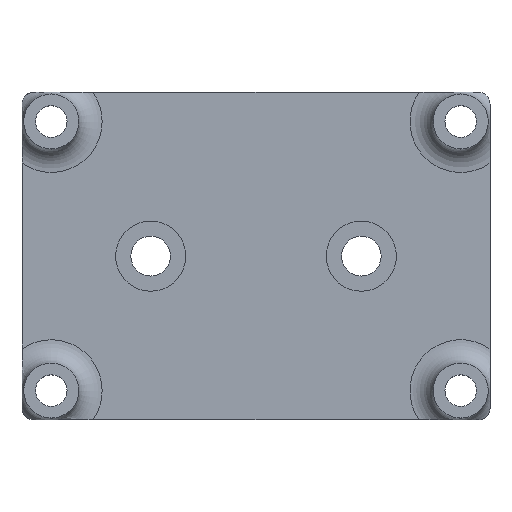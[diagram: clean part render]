
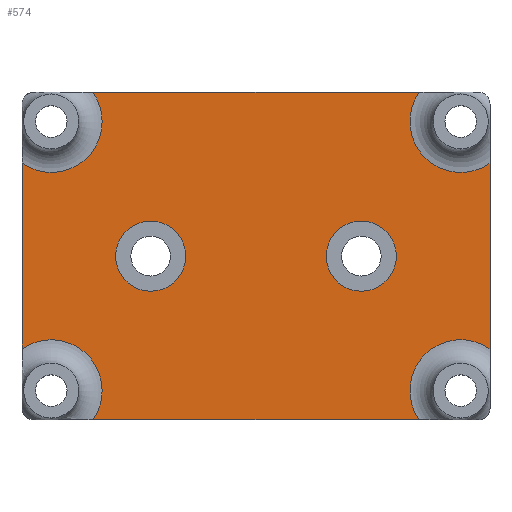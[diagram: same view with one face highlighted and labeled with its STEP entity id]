
A CAD part, top view. The second image highlights one B-rep face of the part: STEP entity #574.
In plain terms, the highlighted planar face has unit normal (0, 0, 1).
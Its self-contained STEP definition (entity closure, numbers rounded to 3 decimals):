
#49=FACE_BOUND('',#139,.T.);
#50=FACE_BOUND('',#140,.T.);
#62=PLANE('',#659);
#94=FACE_OUTER_BOUND('',#138,.T.);
#138=EDGE_LOOP('',(#515,#516,#517,#518,#519,#520,#521,#522,#523,#524));
#139=EDGE_LOOP('',(#525));
#140=EDGE_LOOP('',(#526));
#148=LINE('',#904,#176);
#152=LINE('',#968,#180);
#159=LINE('',#1165,#187);
#162=LINE('',#1170,#190);
#176=VECTOR('',#708,10.);
#180=VECTOR('',#716,10.);
#187=VECTOR('',#795,10.);
#190=VECTOR('',#802,10.);
#197=CIRCLE('',#591,3.);
#199=CIRCLE('',#594,3.);
#213=CIRCLE('',#614,4.35);
#214=CIRCLE('',#615,4.35);
#218=CIRCLE('',#621,4.35);
#219=CIRCLE('',#622,4.35);
#223=CIRCLE('',#628,4.35);
#227=CIRCLE('',#634,4.35);
#235=VERTEX_POINT('',#838);
#237=VERTEX_POINT('',#844);
#255=VERTEX_POINT('',#890);
#256=VERTEX_POINT('',#903);
#261=VERTEX_POINT('',#948);
#262=VERTEX_POINT('',#967);
#265=VERTEX_POINT('',#1007);
#266=VERTEX_POINT('',#1010);
#269=VERTEX_POINT('',#1037);
#270=VERTEX_POINT('',#1039);
#273=VERTEX_POINT('',#1075);
#278=VERTEX_POINT('',#1112);
#287=EDGE_CURVE('',#235,#235,#197,.T.);
#290=EDGE_CURVE('',#237,#237,#199,.T.);
#310=EDGE_CURVE('',#256,#255,#148,.T.);
#318=EDGE_CURVE('',#262,#261,#152,.T.);
#324=EDGE_CURVE('',#265,#261,#213,.T.);
#326=EDGE_CURVE('',#266,#265,#214,.T.);
#331=EDGE_CURVE('',#269,#270,#218,.T.);
#335=EDGE_CURVE('',#273,#269,#219,.T.);
#340=EDGE_CURVE('',#262,#255,#223,.T.);
#345=EDGE_CURVE('',#256,#278,#227,.T.);
#355=EDGE_CURVE('',#266,#270,#159,.T.);
#358=EDGE_CURVE('',#273,#278,#162,.T.);
#515=ORIENTED_EDGE('',*,*,#326,.F.);
#516=ORIENTED_EDGE('',*,*,#355,.T.);
#517=ORIENTED_EDGE('',*,*,#331,.F.);
#518=ORIENTED_EDGE('',*,*,#335,.F.);
#519=ORIENTED_EDGE('',*,*,#358,.T.);
#520=ORIENTED_EDGE('',*,*,#345,.F.);
#521=ORIENTED_EDGE('',*,*,#310,.T.);
#522=ORIENTED_EDGE('',*,*,#340,.F.);
#523=ORIENTED_EDGE('',*,*,#318,.T.);
#524=ORIENTED_EDGE('',*,*,#324,.F.);
#525=ORIENTED_EDGE('',*,*,#287,.T.);
#526=ORIENTED_EDGE('',*,*,#290,.T.);
#574=ADVANCED_FACE('',(#94,#49,#50),#62,.T.);
#591=AXIS2_PLACEMENT_3D('',#839,#667,#668);
#594=AXIS2_PLACEMENT_3D('',#845,#674,#675);
#614=AXIS2_PLACEMENT_3D('',#1009,#726,#727);
#615=AXIS2_PLACEMENT_3D('',#1029,#728,#729);
#621=AXIS2_PLACEMENT_3D('',#1040,#741,#742);
#622=AXIS2_PLACEMENT_3D('',#1094,#743,#744);
#628=AXIS2_PLACEMENT_3D('',#1103,#756,#757);
#634=AXIS2_PLACEMENT_3D('',#1113,#769,#770);
#659=AXIS2_PLACEMENT_3D('',#1190,#831,#832);
#667=DIRECTION('center_axis',(0.,0.,-1.));
#668=DIRECTION('ref_axis',(-1.,0.,0.));
#674=DIRECTION('center_axis',(0.,0.,-1.));
#675=DIRECTION('ref_axis',(-1.,0.,0.));
#708=DIRECTION('',(0.,1.,0.));
#716=DIRECTION('',(-1.,0.,0.));
#726=DIRECTION('center_axis',(0.,0.,1.));
#727=DIRECTION('ref_axis',(-1.,0.,0.));
#728=DIRECTION('center_axis',(0.,0.,1.));
#729=DIRECTION('ref_axis',(-1.,0.,0.));
#741=DIRECTION('center_axis',(0.,0.,1.));
#742=DIRECTION('ref_axis',(-1.,0.,0.));
#743=DIRECTION('center_axis',(0.,0.,1.));
#744=DIRECTION('ref_axis',(-1.,0.,0.));
#756=DIRECTION('center_axis',(0.,0.,1.));
#757=DIRECTION('ref_axis',(-1.,0.,0.));
#769=DIRECTION('center_axis',(0.,0.,1.));
#770=DIRECTION('ref_axis',(-1.,0.,0.));
#795=DIRECTION('',(0.,-1.,0.));
#802=DIRECTION('',(1.,0.,0.));
#831=DIRECTION('center_axis',(0.,0.,1.));
#832=DIRECTION('ref_axis',(1.,0.,0.));
#838=CARTESIAN_POINT('',(32.,14.,5.));
#839=CARTESIAN_POINT('Origin',(29.,14.,5.));
#844=CARTESIAN_POINT('',(14.,14.,5.));
#845=CARTESIAN_POINT('Origin',(11.,14.,5.));
#890=CARTESIAN_POINT('',(40.,21.94,5.));
#903=CARTESIAN_POINT('',(40.,6.06,5.));
#904=CARTESIAN_POINT('',(40.,0.,5.));
#948=CARTESIAN_POINT('',(6.06,28.,5.));
#967=CARTESIAN_POINT('',(33.94,28.,5.));
#968=CARTESIAN_POINT('',(40.,28.,5.));
#1007=CARTESIAN_POINT('',(6.85,25.5,5.));
#1009=CARTESIAN_POINT('Origin',(2.5,25.5,5.));
#1010=CARTESIAN_POINT('',(0.,21.94,5.));
#1029=CARTESIAN_POINT('Origin',(2.5,25.5,5.));
#1037=CARTESIAN_POINT('',(6.85,2.5,5.));
#1039=CARTESIAN_POINT('',(0.,6.06,5.));
#1040=CARTESIAN_POINT('Origin',(2.5,2.5,5.));
#1075=CARTESIAN_POINT('',(6.06,0.,5.));
#1094=CARTESIAN_POINT('Origin',(2.5,2.5,5.));
#1103=CARTESIAN_POINT('Origin',(37.5,25.5,5.));
#1112=CARTESIAN_POINT('',(33.94,0.,5.));
#1113=CARTESIAN_POINT('Origin',(37.5,2.5,5.));
#1165=CARTESIAN_POINT('',(0.,28.,5.));
#1170=CARTESIAN_POINT('',(0.,0.,5.));
#1190=CARTESIAN_POINT('Origin',(20.,14.,5.));
